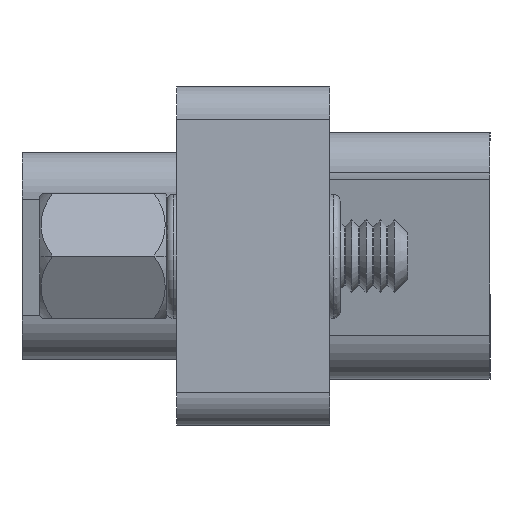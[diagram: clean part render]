
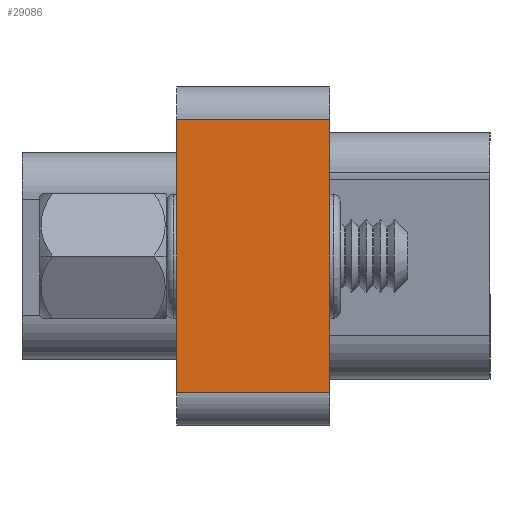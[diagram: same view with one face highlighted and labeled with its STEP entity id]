
A CAD part, left-side view. The second image highlights one B-rep face of the part: STEP entity #29086.
In plain terms, the highlighted planar face has unit normal (-1, 0, 0).
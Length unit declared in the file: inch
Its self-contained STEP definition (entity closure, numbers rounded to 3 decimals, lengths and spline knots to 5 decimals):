
#407 = CARTESIAN_POINT ( 'NONE',  ( -0.625, 0.115, 0.205 ) ) ;
#1858 = DIRECTION ( 'NONE',  ( 0., -1., 0. ) ) ;
#2119 = VECTOR ( 'NONE', #23086, 39.37008 ) ;
#3773 = DIRECTION ( 'NONE',  ( 0., 0., 1. ) ) ;
#6236 = CARTESIAN_POINT ( 'NONE',  ( -0.625, -0.115, -0.205 ) ) ;
#6255 = EDGE_CURVE ( 'NONE', #14668, #30896, #13623, .T. ) ;
#6858 = FACE_OUTER_BOUND ( 'NONE', #24414, .T. ) ;
#7200 = EDGE_CURVE ( 'NONE', #30896, #20730, #33026, .T. ) ;
#8734 = CARTESIAN_POINT ( 'NONE',  ( -0.625, 0.115, 0.255 ) ) ;
#12449 = CARTESIAN_POINT ( 'NONE',  ( -0.625, 0.115, 0.255 ) ) ;
#13398 = VERTEX_POINT ( 'NONE', #19457 ) ;
#13623 = LINE ( 'NONE', #29075, #26751 ) ;
#13901 = ORIENTED_EDGE ( 'NONE', *, *, #17688, .F. ) ;
#13965 = ORIENTED_EDGE ( 'NONE', *, *, #15241, .T. ) ;
#14290 = VECTOR ( 'NONE', #1858, 39.37008 ) ;
#14668 = VERTEX_POINT ( 'NONE', #6236 ) ;
#15241 = EDGE_CURVE ( 'NONE', #13398, #14668, #22756, .T. ) ;
#17688 = EDGE_CURVE ( 'NONE', #13398, #20730, #31385, .T. ) ;
#17972 = DIRECTION ( 'NONE',  ( 0., 0., -1. ) ) ;
#19457 = CARTESIAN_POINT ( 'NONE',  ( -0.625, 0.115, -0.205 ) ) ;
#19934 = AXIS2_PLACEMENT_3D ( 'NONE', #12449, #23276, #17972 ) ;
#20730 = VERTEX_POINT ( 'NONE', #407 ) ;
#22421 = ORIENTED_EDGE ( 'NONE', *, *, #6255, .T. ) ;
#22756 = LINE ( 'NONE', #25745, #14290 ) ;
#23086 = DIRECTION ( 'NONE',  ( 0., 1., 0. ) ) ;
#23276 = DIRECTION ( 'NONE',  ( 1., 0., 0. ) ) ;
#23315 = CARTESIAN_POINT ( 'NONE',  ( -0.625, 0.115, 0.205 ) ) ;
#23632 = CARTESIAN_POINT ( 'NONE',  ( -0.625, -0.115, 0.205 ) ) ;
#24317 = ORIENTED_EDGE ( 'NONE', *, *, #7200, .T. ) ;
#24414 = EDGE_LOOP ( 'NONE', ( #22421, #24317, #13901, #13965 ) ) ;
#25745 = CARTESIAN_POINT ( 'NONE',  ( -0.625, 0.115, -0.205 ) ) ;
#25823 = VECTOR ( 'NONE', #3773, 39.37008 ) ;
#26751 = VECTOR ( 'NONE', #28617, 39.37008 ) ;
#28131 = PLANE ( 'NONE',  #19934 ) ;
#28617 = DIRECTION ( 'NONE',  ( 0., 0., 1. ) ) ;
#29075 = CARTESIAN_POINT ( 'NONE',  ( -0.625, -0.115, 0.255 ) ) ;
#29086 = ADVANCED_FACE ( 'NONE', ( #6858 ), #28131, .F. ) ;
#30896 = VERTEX_POINT ( 'NONE', #23632 ) ;
#31385 = LINE ( 'NONE', #8734, #25823 ) ;
#33026 = LINE ( 'NONE', #23315, #2119 ) ;
